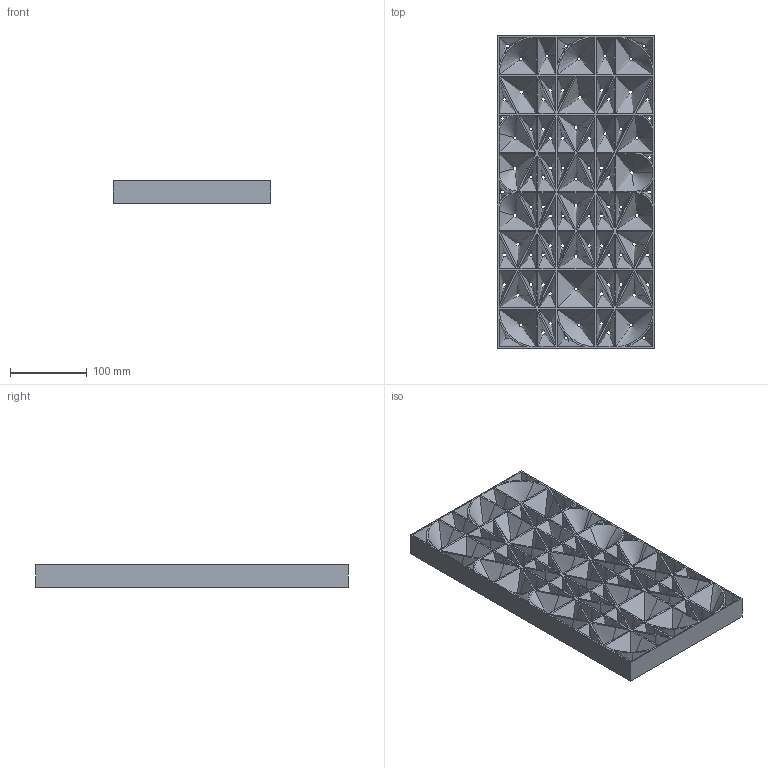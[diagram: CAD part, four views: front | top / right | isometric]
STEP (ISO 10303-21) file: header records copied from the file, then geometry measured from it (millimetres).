
FILE_DESCRIPTION(('Open CASCADE Model'),'2;1');
FILE_NAME('Open CASCADE Shape Model','2022-01-30T16:57:10',('Author'),( 'Open CASCADE'),'Open CASCADE STEP processor 7.5','Open CASCADE 7.5' ,'Unknown');
FILE_SCHEMA(('AUTOMOTIVE_DESIGN { 1 0 10303 214 1 1 1 1 }'));
Length unit declared in the file: millimetre
Products named in the file (1): Open CASCADE STEP translator 7.5 1
Bounding box: 205.2 x 408.4 x 30 mm (x, y, z)
Volume: 1678214.6 mm3; surface area: 337342.3 mm2
Topology: 1 solids, 1 shells, 386 faces, 1153 edges, 769 vertices
Faces by surface type: bspline 365, plane 13, cylinder 8
Entity records: 37051 total; most frequent: CARTESIAN_POINT 17102, DIRECTION 2704, ORIENTED_EDGE 2308, PCURVE 2306, DEFINITIONAL_REPRESENTATION 2306, LINE 1803, VECTOR 1803, EDGE_CURVE 1153
